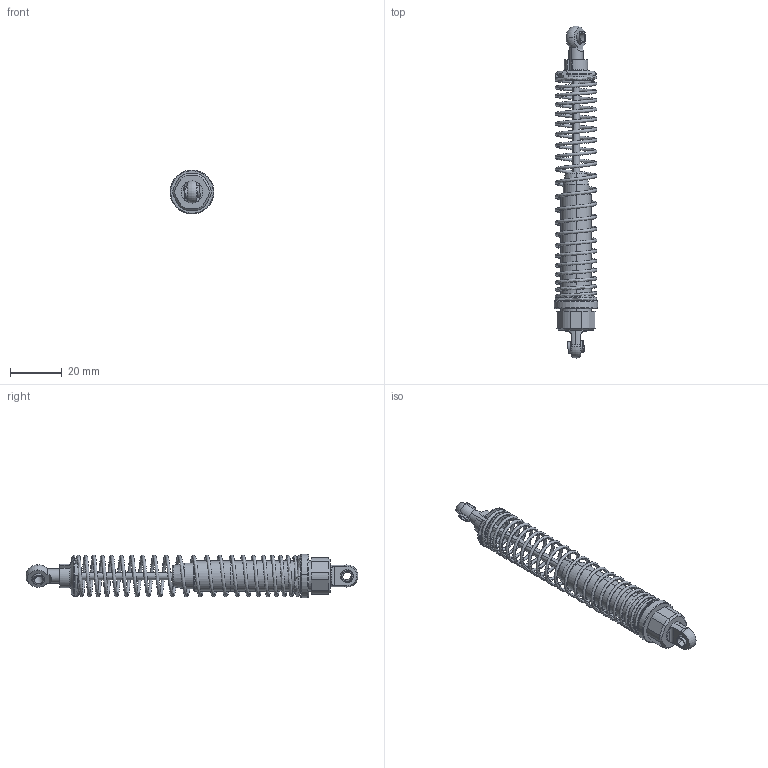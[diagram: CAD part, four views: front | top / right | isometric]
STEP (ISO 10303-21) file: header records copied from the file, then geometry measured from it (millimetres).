
FILE_DESCRIPTION (( 'STEP AP203' ), '1' );
FILE_NAME ('585032 extended.STEP', '2016-08-22T16:39:36', ( '' ), ( '' ), 'SwSTEP 2.0', 'SolidWorks 2014', '' );
FILE_SCHEMA (( 'CONFIG_CONTROL_DESIGN' ));
Length unit declared in the file: inch
Products named in the file (6): 585032 shock collar; 585032 extended; 585032 shock spring; 585032 shock ball; 585032 shock body; 585032 shock shaft
Assembly tree (6 placements, depth 2):
  585032 extended
    585032 shock body
    585032 shock collar
    585032 shock shaft
    585032 shock spring
    585032 shock ball  x2
Bounding box: 16.95 x 128.3 x 16.95 mm (x, y, z)
Volume: 9755.4 mm3; surface area: 9355.3 mm2
Topology: 6 solids, 6 shells, 136 faces, 333 edges, 210 vertices
Faces by surface type: cylinder 56, plane 45, cone 15, torus 10, sphere 8, bspline 2
Entity records: 16540 total; most frequent: CARTESIAN_POINT 12881, DIRECTION 678, ORIENTED_EDGE 596, EDGE_CURVE 298, AXIS2_PLACEMENT_3D 280, VERTEX_POINT 191, CIRCLE 147, EDGE_LOOP 143
